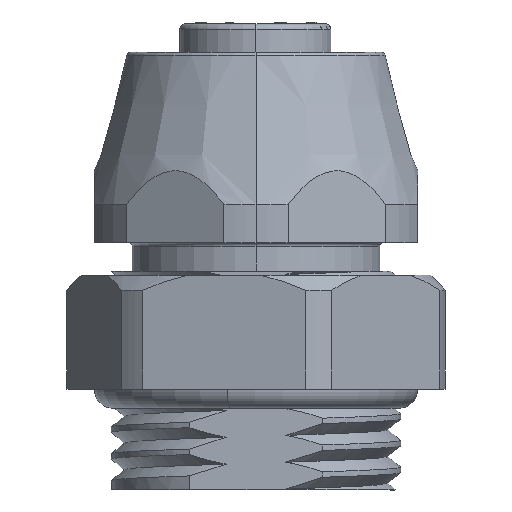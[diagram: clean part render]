
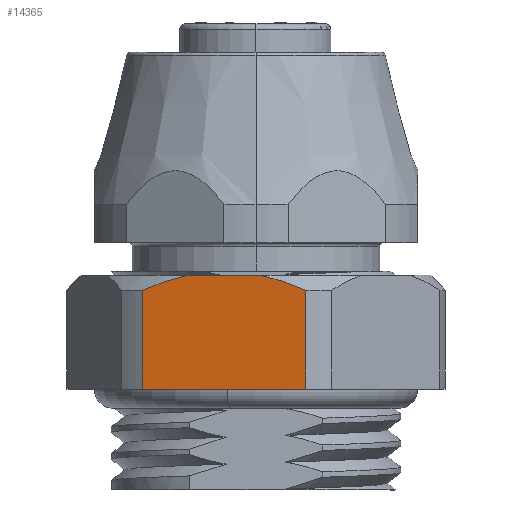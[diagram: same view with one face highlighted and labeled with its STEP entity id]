
A CAD part, left-side view. The second image highlights one B-rep face of the part: STEP entity #14365.
In plain terms, the highlighted face is planar.
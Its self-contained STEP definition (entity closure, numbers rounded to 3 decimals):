
#85 = AXIS2_PLACEMENT_3D ( 'NONE', #12316, #12347, #12352 ) ;
#1204 = DIRECTION ( 'NONE',  ( 0., 0., 1. ) ) ;
#1206 = CARTESIAN_POINT ( 'NONE',  ( 9.974, -0.725, 6. ) ) ;
#1215 = DIRECTION ( 'NONE',  ( 0., 0., -1. ) ) ;
#1216 = CARTESIAN_POINT ( 'NONE',  ( 5.615, -8.275, 6. ) ) ;
#1239 = CARTESIAN_POINT ( 'NONE',  ( 17.97, 13.124, 6. ) ) ;
#1240 = DIRECTION ( 'NONE',  ( 0.5, 0.866, 0. ) ) ;
#1275 = CARTESIAN_POINT ( 'NONE',  ( 17.97, 13.124, 0. ) ) ;
#1276 = DIRECTION ( 'NONE',  ( 0.5, 0.866, 0. ) ) ;
#1309 = CARTESIAN_POINT ( 'NONE',  ( 8.748, -2.848, 6. ) ) ;
#1310 = CARTESIAN_POINT ( 'NONE',  ( 8.958, -2.483, 5.913 ) ) ;
#1317 = CARTESIAN_POINT ( 'NONE',  ( 9.165, -2.125, 5.799 ) ) ;
#1318 = CARTESIAN_POINT ( 'NONE',  ( 9.574, -1.417, 5.529 ) ) ;
#1319 = CARTESIAN_POINT ( 'NONE',  ( 9.776, -1.067, 5.372 ) ) ;
#1320 = CARTESIAN_POINT ( 'NONE',  ( 9.974, -0.725, 5.2 ) ) ;
#1327 = CARTESIAN_POINT ( 'NONE',  ( 5.615, -8.275, 5.2 ) ) ;
#1328 = CARTESIAN_POINT ( 'NONE',  ( 5.811, -7.934, 5.371 ) ) ;
#1335 = CARTESIAN_POINT ( 'NONE',  ( 6.011, -7.588, 5.527 ) ) ;
#1336 = CARTESIAN_POINT ( 'NONE',  ( 6.42, -6.881, 5.797 ) ) ;
#1337 = CARTESIAN_POINT ( 'NONE',  ( 6.629, -6.518, 5.912 ) ) ;
#1338 = CARTESIAN_POINT ( 'NONE',  ( 6.84, -6.152, 6. ) ) ;
#7634 = B_SPLINE_CURVE_WITH_KNOTS ( 'NONE', 3,
 ( #1327, #1328, #1335, #1336, #1337, #1338 ),
 .UNSPECIFIED., .F., .F.,
 ( 4, 2, 4 ),
 ( 0.01, 0.011, 0.012 ),
 .UNSPECIFIED. ) ;
#7637 = B_SPLINE_CURVE_WITH_KNOTS ( 'NONE', 3,
 ( #1309, #1310, #1317, #1318, #1319, #1320 ),
 .UNSPECIFIED., .F., .F.,
 ( 4, 2, 4 ),
 ( 0.016, 0.017, 0.018 ),
 .UNSPECIFIED. ) ;
#7851 = ORIENTED_EDGE ( 'NONE', *, *, #23251, .F. ) ;
#7852 = ORIENTED_EDGE ( 'NONE', *, *, #23228, .F. ) ;
#7853 = ORIENTED_EDGE ( 'NONE', *, *, #23248, .F. ) ;
#7854 = ORIENTED_EDGE ( 'NONE', *, *, #23213, .T. ) ;
#7855 = ORIENTED_EDGE ( 'NONE', *, *, #23240, .T. ) ;
#7856 = ORIENTED_EDGE ( 'NONE', *, *, #23219, .T. ) ;
#12316 = CARTESIAN_POINT ( 'NONE',  ( 17.97, 13.124, 0. ) ) ;
#12324 = FACE_OUTER_BOUND ( 'NONE', #22123, .T. ) ;
#12338 = PLANE ( 'NONE',  #85 ) ;
#12347 = DIRECTION ( 'NONE',  ( 0.866, -0.5, 0. ) ) ;
#12352 = DIRECTION ( 'NONE',  ( 0.5, 0.866, 0. ) ) ;
#14365 = ADVANCED_FACE ( 'NONE', ( #12324 ), #12338, .T. ) ;
#14532 = VERTEX_POINT ( 'NONE', #17746 ) ;
#14537 = VERTEX_POINT ( 'NONE', #17751 ) ;
#14539 = VERTEX_POINT ( 'NONE', #17753 ) ;
#14543 = VERTEX_POINT ( 'NONE', #17757 ) ;
#14544 = VERTEX_POINT ( 'NONE', #17758 ) ;
#14546 = VERTEX_POINT ( 'NONE', #17760 ) ;
#17746 = CARTESIAN_POINT ( 'NONE',  ( 8.748, -2.848, 6. ) ) ;
#17751 = CARTESIAN_POINT ( 'NONE',  ( 6.84, -6.152, 6. ) ) ;
#17753 = CARTESIAN_POINT ( 'NONE',  ( 5.615, -8.275, 0. ) ) ;
#17757 = CARTESIAN_POINT ( 'NONE',  ( 9.974, -0.725, 0. ) ) ;
#17758 = CARTESIAN_POINT ( 'NONE',  ( 9.974, -0.725, 5.2 ) ) ;
#17760 = CARTESIAN_POINT ( 'NONE',  ( 5.615, -8.275, 5.2 ) ) ;
#20626 = VECTOR ( 'NONE', #1276, 1000. ) ;
#20629 = LINE ( 'NONE', #1275, #20626 ) ;
#20646 = VECTOR ( 'NONE', #1240, 1000. ) ;
#20648 = LINE ( 'NONE', #1239, #20646 ) ;
#20659 = VECTOR ( 'NONE', #1215, 1000. ) ;
#20661 = LINE ( 'NONE', #1216, #20659 ) ;
#20668 = VECTOR ( 'NONE', #1204, 1000. ) ;
#20672 = LINE ( 'NONE', #1206, #20668 ) ;
#22123 = EDGE_LOOP ( 'NONE', ( #7856, #7855, #7854, #7853, #7852, #7851 ) ) ;
#23213 = EDGE_CURVE ( 'NONE', #14543, #14544, #20672, .T. ) ;
#23219 = EDGE_CURVE ( 'NONE', #14546, #14539, #20661, .T. ) ;
#23228 = EDGE_CURVE ( 'NONE', #14537, #14532, #20648, .T. ) ;
#23240 = EDGE_CURVE ( 'NONE', #14539, #14543, #20629, .T. ) ;
#23248 = EDGE_CURVE ( 'NONE', #14532, #14544, #7637, .T. ) ;
#23251 = EDGE_CURVE ( 'NONE', #14546, #14537, #7634, .T. ) ;
